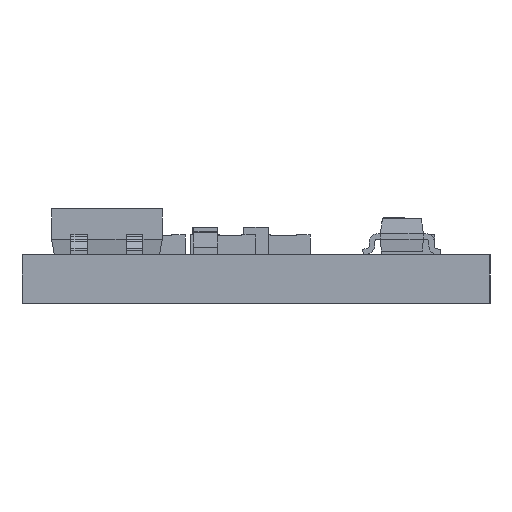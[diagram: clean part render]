
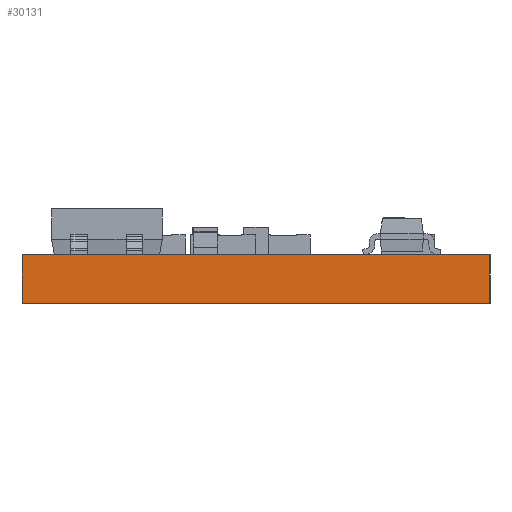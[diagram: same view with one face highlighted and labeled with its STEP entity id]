
A CAD part, left-side view. The second image highlights one B-rep face of the part: STEP entity #30131.
In plain terms, the highlighted planar face has unit normal (-1, 0, 0).
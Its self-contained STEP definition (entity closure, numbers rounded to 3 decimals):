
#1314 = VERTEX_POINT ( 'NONE', #32151 ) ;
#1582 = LINE ( 'NONE', #18803, #51969 ) ;
#6355 = ORIENTED_EDGE ( 'NONE', *, *, #60331, .T. ) ;
#6360 = CARTESIAN_POINT ( 'NONE',  ( 0., 15.24, 1.575 ) ) ;
#6947 = EDGE_CURVE ( 'NONE', #59780, #35952, #25231, .T. ) ;
#9717 = ORIENTED_EDGE ( 'NONE', *, *, #6947, .F. ) ;
#10152 = DIRECTION ( 'NONE',  ( 0., 0., -1. ) ) ;
#15383 = ORIENTED_EDGE ( 'NONE', *, *, #32605, .T. ) ;
#18803 = CARTESIAN_POINT ( 'NONE',  ( 0., 15.24, 1.575 ) ) ;
#23674 = CARTESIAN_POINT ( 'NONE',  ( 0., 15.24, 1.575 ) ) ;
#24565 = CARTESIAN_POINT ( 'NONE',  ( 0., 0., 0. ) ) ;
#25231 = LINE ( 'NONE', #25942, #32834 ) ;
#25942 = CARTESIAN_POINT ( 'NONE',  ( 0., 0., 1.575 ) ) ;
#27009 = DIRECTION ( 'NONE',  ( 0., -1., 0. ) ) ;
#28287 = EDGE_CURVE ( 'NONE', #36698, #59780, #45567, .T. ) ;
#30131 = ADVANCED_FACE ( 'NONE', ( #49105 ), #47512, .F. ) ;
#32151 = CARTESIAN_POINT ( 'NONE',  ( 0., 15.24, 0. ) ) ;
#32605 = EDGE_CURVE ( 'NONE', #36698, #1314, #1582, .T. ) ;
#32834 = VECTOR ( 'NONE', #45583, 1000. ) ;
#32867 = AXIS2_PLACEMENT_3D ( 'NONE', #23674, #49202, #58242 ) ;
#35798 = CARTESIAN_POINT ( 'NONE',  ( 0., 15.24, 1.575 ) ) ;
#35952 = VERTEX_POINT ( 'NONE', #24565 ) ;
#36446 = CARTESIAN_POINT ( 'NONE',  ( 0., 15.24, 0. ) ) ;
#36698 = VERTEX_POINT ( 'NONE', #6360 ) ;
#37814 = EDGE_LOOP ( 'NONE', ( #6355, #9717, #60471, #15383 ) ) ;
#44557 = DIRECTION ( 'NONE',  ( 0., -1., 0. ) ) ;
#45567 = LINE ( 'NONE', #35798, #57707 ) ;
#45583 = DIRECTION ( 'NONE',  ( 0., 0., -1. ) ) ;
#46946 = CARTESIAN_POINT ( 'NONE',  ( 0., 0., 1.575 ) ) ;
#47512 = PLANE ( 'NONE',  #32867 ) ;
#49105 = FACE_OUTER_BOUND ( 'NONE', #37814, .T. ) ;
#49202 = DIRECTION ( 'NONE',  ( 1., 0., 0. ) ) ;
#51969 = VECTOR ( 'NONE', #10152, 1000. ) ;
#56981 = VECTOR ( 'NONE', #27009, 1000. ) ;
#57707 = VECTOR ( 'NONE', #44557, 1000. ) ;
#58242 = DIRECTION ( 'NONE',  ( 0., 0., -1. ) ) ;
#58458 = LINE ( 'NONE', #36446, #56981 ) ;
#59780 = VERTEX_POINT ( 'NONE', #46946 ) ;
#60331 = EDGE_CURVE ( 'NONE', #1314, #35952, #58458, .T. ) ;
#60471 = ORIENTED_EDGE ( 'NONE', *, *, #28287, .F. ) ;
